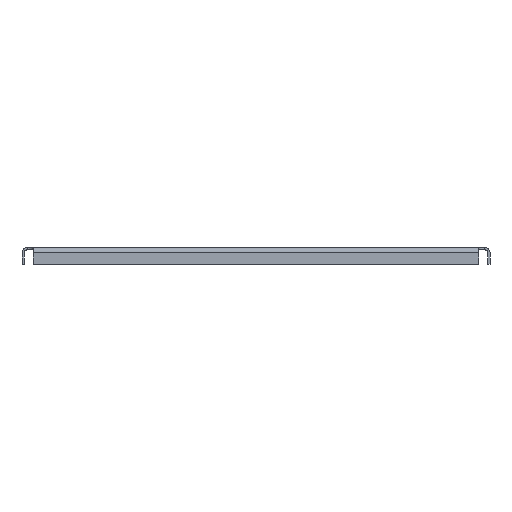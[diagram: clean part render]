
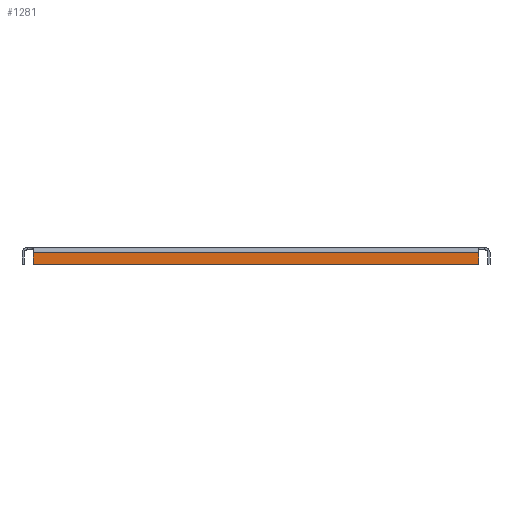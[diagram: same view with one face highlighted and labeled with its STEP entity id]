
A CAD part, front view. The second image highlights one B-rep face of the part: STEP entity #1281.
In plain terms, the highlighted planar face has unit normal (0, -1, 0).
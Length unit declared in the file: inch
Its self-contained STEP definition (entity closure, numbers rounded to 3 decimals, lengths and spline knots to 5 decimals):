
#83 = DIRECTION ( 'NONE',  ( 0., -1., 0. ) ) ;
#116 = VERTEX_POINT ( 'NONE', #537 ) ;
#306 = LINE ( 'NONE', #1081, #635 ) ;
#325 = VERTEX_POINT ( 'NONE', #1218 ) ;
#420 = VERTEX_POINT ( 'NONE', #714 ) ;
#530 = CARTESIAN_POINT ( 'NONE',  ( -3.62662, -55.81712, -34.56049 ) ) ;
#537 = CARTESIAN_POINT ( 'NONE',  ( -3.62662, -55.81712, -34.56049 ) ) ;
#576 = ORIENTED_EDGE ( 'NONE', *, *, #830, .T. ) ;
#589 = VECTOR ( 'NONE', #774, 39.37008 ) ;
#635 = VECTOR ( 'NONE', #1185, 39.37008 ) ;
#666 = LINE ( 'NONE', #702, #1193 ) ;
#702 = CARTESIAN_POINT ( 'NONE',  ( -24.12662, -55.81712, -34.56049 ) ) ;
#714 = CARTESIAN_POINT ( 'NONE',  ( -3.62662, -55.81712, -34.04049 ) ) ;
#737 = PLANE ( 'NONE',  #1232 ) ;
#774 = DIRECTION ( 'NONE',  ( 0., 0., 1. ) ) ;
#788 = VERTEX_POINT ( 'NONE', #1180 ) ;
#812 = DIRECTION ( 'NONE',  ( 1., 0., 0. ) ) ;
#830 = EDGE_CURVE ( 'NONE', #420, #788, #306, .T. ) ;
#836 = EDGE_CURVE ( 'NONE', #116, #420, #1163, .T. ) ;
#846 = EDGE_CURVE ( 'NONE', #325, #788, #889, .T. ) ;
#879 = ORIENTED_EDGE ( 'NONE', *, *, #836, .T. ) ;
#889 = LINE ( 'NONE', #1389, #1397 ) ;
#939 = DIRECTION ( 'NONE',  ( 0., 0., -1. ) ) ;
#990 = EDGE_LOOP ( 'NONE', ( #879, #576, #1388, #1121 ) ) ;
#1031 = FACE_OUTER_BOUND ( 'NONE', #990, .T. ) ;
#1081 = CARTESIAN_POINT ( 'NONE',  ( -24.12662, -55.81712, -34.04049 ) ) ;
#1113 = EDGE_CURVE ( 'NONE', #325, #116, #666, .T. ) ;
#1121 = ORIENTED_EDGE ( 'NONE', *, *, #1113, .T. ) ;
#1163 = LINE ( 'NONE', #530, #589 ) ;
#1180 = CARTESIAN_POINT ( 'NONE',  ( -23.62662, -55.81712, -34.04049 ) ) ;
#1185 = DIRECTION ( 'NONE',  ( -1., 0., 0. ) ) ;
#1193 = VECTOR ( 'NONE', #812, 39.37008 ) ;
#1218 = CARTESIAN_POINT ( 'NONE',  ( -23.62662, -55.81712, -34.56049 ) ) ;
#1232 = AXIS2_PLACEMENT_3D ( 'NONE', #1448, #83, #939 ) ;
#1281 = ADVANCED_FACE ( 'NONE', ( #1031 ), #737, .T. ) ;
#1290 = DIRECTION ( 'NONE',  ( 0., 0., 1. ) ) ;
#1388 = ORIENTED_EDGE ( 'NONE', *, *, #846, .F. ) ;
#1389 = CARTESIAN_POINT ( 'NONE',  ( -23.62662, -55.81712, -34.56049 ) ) ;
#1397 = VECTOR ( 'NONE', #1290, 39.37008 ) ;
#1448 = CARTESIAN_POINT ( 'NONE',  ( -24.12662, -55.81712, -34.56049 ) ) ;
